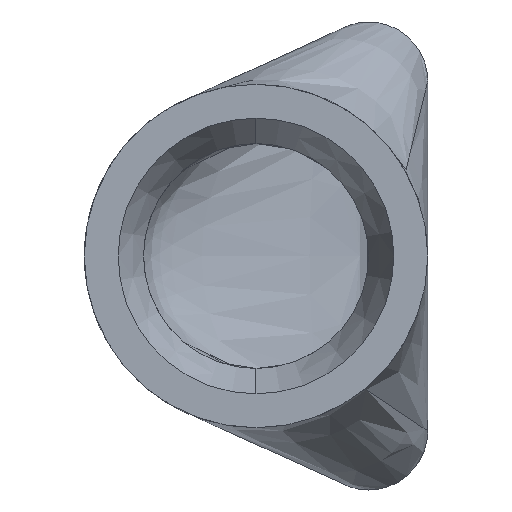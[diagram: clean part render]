
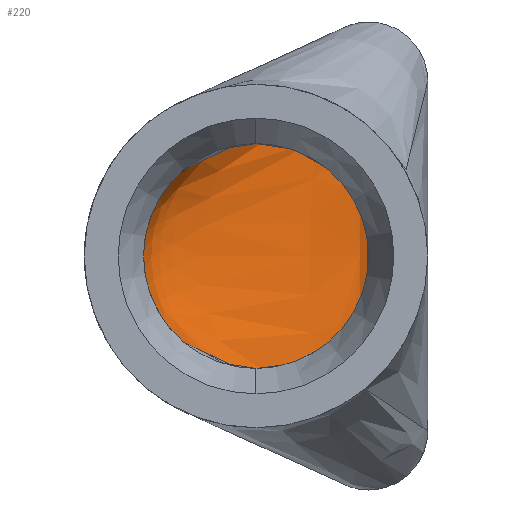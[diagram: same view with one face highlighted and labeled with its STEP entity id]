
A CAD part, left-side view. The second image highlights one B-rep face of the part: STEP entity #220.
In plain terms, the highlighted free-form (B-spline) face has degree [3, 3] with [11, 4] control points.
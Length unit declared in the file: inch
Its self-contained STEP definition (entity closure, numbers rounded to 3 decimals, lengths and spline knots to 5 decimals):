
#1 = CARTESIAN_POINT ( 'NONE',  ( 1.25, 0.62752, 0. ) ) ;
#7 = CARTESIAN_POINT ( 'NONE',  ( 1.25, 0.5371, -0.1896 ) ) ;
#33 = B_SPLINE_CURVE_WITH_KNOTS ( 'NONE', 3,
 ( #861, #959, #125, #747, #511, #925, #1137, #876, #575, #326, #294 ),
 .UNSPECIFIED., .F., .F.,
 ( 4, 1, 1, 1, 1, 1, 1, 1, 4 ),
 ( 0., 0.125, 0.25, 0.375, 0.5, 0.625, 0.75, 0.875, 1. ),
 .UNSPECIFIED. ) ;
#62 = CARTESIAN_POINT ( 'NONE',  ( 1.58358, 0.1325, 0.28875 ) ) ;
#71 = CARTESIAN_POINT ( 'NONE',  ( 1.58519, 0.1325, -0.385 ) ) ;
#78 = CARTESIAN_POINT ( 'NONE',  ( 1.69, 0.1325, -0.09625 ) ) ;
#83 = CARTESIAN_POINT ( 'NONE',  ( 1.58358, 0.1325, -0.28875 ) ) ;
#87 = CARTESIAN_POINT ( 'NONE',  ( 1.25, 0.5511, 0.17784 ) ) ;
#100 = CARTESIAN_POINT ( 'NONE',  ( 1.25, 0.57616, 0.15156 ) ) ;
#125 = CARTESIAN_POINT ( 'NONE',  ( 1.69, 0.1325, -0.28875 ) ) ;
#148 = CARTESIAN_POINT ( 'NONE',  ( 1.58023, 0.1325, 0.09625 ) ) ;
#159 = CARTESIAN_POINT ( 'NONE',  ( 1.35642, 0.57616, -0.15156 ) ) ;
#160 = CARTESIAN_POINT ( 'NONE',  ( 1.25, 0.5371, 0.1896 ) ) ;
#169 = CARTESIAN_POINT ( 'NONE',  ( 1.69, 0.1325, -0.385 ) ) ;
#176 = CARTESIAN_POINT ( 'NONE',  ( 1.35481, 0.53709, 0.1896 ) ) ;
#196 = CARTESIAN_POINT ( 'NONE',  ( 1.25, 0.5371, 0.1896 ) ) ;
#220 = ADVANCED_FACE ( 'NONE', ( #611 ), #614, .F. ) ;
#237 = VERTEX_POINT ( 'NONE', #735 ) ;
#241 = CARTESIAN_POINT ( 'NONE',  ( 1.25, 0.62752, 0. ) ) ;
#248 = CARTESIAN_POINT ( 'NONE',  ( 1.36032, 0.62752, 0. ) ) ;
#256 = EDGE_CURVE ( 'NONE', #384, #524, #358, .T. ) ;
#259 = CARTESIAN_POINT ( 'NONE',  ( 1.35977, 0.62145, 0.0545 ) ) ;
#269 = CARTESIAN_POINT ( 'NONE',  ( 1.35481, 0.53709, 0.1896 ) ) ;
#294 = CARTESIAN_POINT ( 'NONE',  ( 1.69, 0.1325, 0.385 ) ) ;
#326 = CARTESIAN_POINT ( 'NONE',  ( 1.69, 0.1325, 0.35292 ) ) ;
#329 = ORIENTED_EDGE ( 'NONE', *, *, #884, .F. ) ;
#336 = CARTESIAN_POINT ( 'NONE',  ( 1.58163, 0.1325, 0.1925 ) ) ;
#342 = CARTESIAN_POINT ( 'NONE',  ( 1.69, 0.1325, -0.35292 ) ) ;
#346 = CARTESIAN_POINT ( 'NONE',  ( 1.57968, 0.1325, 0. ) ) ;
#354 = CARTESIAN_POINT ( 'NONE',  ( 1.25, 0.5511, 0.17784 ) ) ;
#358 = B_SPLINE_CURVE_WITH_KNOTS ( 'NONE', 3,
 ( #1098, #87, #100, #476, #829, #1, #711, #629, #717, #989, #7 ),
 .UNSPECIFIED., .F., .F.,
 ( 4, 1, 1, 1, 1, 1, 1, 1, 4 ),
 ( 0., 0.125, 0.25, 0.375, 0.5, 0.625, 0.75, 0.875, 1. ),
 .UNSPECIFIED. ) ;
#384 = VERTEX_POINT ( 'NONE', #196 ) ;
#388 = CARTESIAN_POINT ( 'NONE',  ( 1.69, 0.1325, 0.385 ) ) ;
#424 = CARTESIAN_POINT ( 'NONE',  ( 1.25, 0.57616, 0.15156 ) ) ;
#443 = CARTESIAN_POINT ( 'NONE',  ( 1.25, 0.5371, -0.1896 ) ) ;
#454 = CARTESIAN_POINT ( 'NONE',  ( 1.25, 0.53709, 0.1896 ) ) ;
#476 = CARTESIAN_POINT ( 'NONE',  ( 1.25, 0.60406, 0.10536 ) ) ;
#480 = EDGE_LOOP ( 'NONE', ( #1121, #954, #974, #329 ) ) ;
#509 = CARTESIAN_POINT ( 'NONE',  ( 1.35837, 0.60406, 0.10536 ) ) ;
#511 = CARTESIAN_POINT ( 'NONE',  ( 1.69, 0.1325, -0.09625 ) ) ;
#516 = CARTESIAN_POINT ( 'NONE',  ( 1.35837, 0.60406, -0.10536 ) ) ;
#522 = CARTESIAN_POINT ( 'NONE',  ( 1.35642, 0.57616, 0.15156 ) ) ;
#524 = VERTEX_POINT ( 'NONE', #443 ) ;
#525 = CARTESIAN_POINT ( 'NONE',  ( 1.69, 0.1325, -0.28875 ) ) ;
#538 = CARTESIAN_POINT ( 'NONE',  ( 1.69, 0.1325, 0.28875 ) ) ;
#575 = CARTESIAN_POINT ( 'NONE',  ( 1.69, 0.1325, 0.28875 ) ) ;
#604 = B_SPLINE_CURVE_WITH_KNOTS ( 'NONE', 3,
 ( #160, #269, #706, #630 ),
 .UNSPECIFIED., .F., .F.,
 ( 4, 4 ),
 ( 0., 1. ),
 .UNSPECIFIED. ) ;
#611 = FACE_OUTER_BOUND ( 'NONE', #480, .T. ) ;
#614 = B_SPLINE_SURFACE_WITH_KNOTS ( 'NONE', 3, 3, ( 
 ( #694, #879, #786, #169 ),
 ( #796, #1151, #1144, #342 ),
 ( #976, #159, #83, #525 ),
 ( #874, #516, #803, #886 ),
 ( #953, #691, #1048, #78 ),
 ( #241, #248, #346, #704 ),
 ( #1064, #259, #148, #615 ),
 ( #699, #509, #336, #865 ),
 ( #424, #522, #62, #538 ),
 ( #354, #814, #908, #642 ),
 ( #454, #176, #1090, #921 ) ),
 .UNSPECIFIED., .F., .F., .F.,
 ( 4, 1, 1, 1, 1, 1, 1, 1, 4 ),
 ( 4, 4 ),
 ( 0., 0.125, 0.25, 0.375, 0.5, 0.625, 0.75, 0.875, 1. ),
 ( 0., 1. ),
 .UNSPECIFIED. ) ;
#615 = CARTESIAN_POINT ( 'NONE',  ( 1.69, 0.1325, 0.09625 ) ) ;
#629 = CARTESIAN_POINT ( 'NONE',  ( 1.25, 0.60406, -0.10536 ) ) ;
#630 = CARTESIAN_POINT ( 'NONE',  ( 1.69, 0.1325, 0.385 ) ) ;
#642 = CARTESIAN_POINT ( 'NONE',  ( 1.69, 0.1325, 0.35292 ) ) ;
#650 = EDGE_CURVE ( 'NONE', #524, #237, #1139, .T. ) ;
#691 = CARTESIAN_POINT ( 'NONE',  ( 1.35977, 0.62145, -0.0545 ) ) ;
#694 = CARTESIAN_POINT ( 'NONE',  ( 1.25, 0.53709, -0.1896 ) ) ;
#699 = CARTESIAN_POINT ( 'NONE',  ( 1.25, 0.60406, 0.10536 ) ) ;
#704 = CARTESIAN_POINT ( 'NONE',  ( 1.69, 0.1325, 0. ) ) ;
#706 = CARTESIAN_POINT ( 'NONE',  ( 1.58519, 0.1325, 0.385 ) ) ;
#709 = CARTESIAN_POINT ( 'NONE',  ( 1.35481, 0.53709, -0.1896 ) ) ;
#711 = CARTESIAN_POINT ( 'NONE',  ( 1.25, 0.62145, -0.0545 ) ) ;
#717 = CARTESIAN_POINT ( 'NONE',  ( 1.25, 0.57616, -0.15156 ) ) ;
#735 = CARTESIAN_POINT ( 'NONE',  ( 1.69, 0.1325, -0.385 ) ) ;
#747 = CARTESIAN_POINT ( 'NONE',  ( 1.69, 0.1325, -0.1925 ) ) ;
#773 = CARTESIAN_POINT ( 'NONE',  ( 1.25, 0.5371, -0.1896 ) ) ;
#786 = CARTESIAN_POINT ( 'NONE',  ( 1.58519, 0.1325, -0.385 ) ) ;
#793 = EDGE_CURVE ( 'NONE', #237, #1062, #33, .T. ) ;
#796 = CARTESIAN_POINT ( 'NONE',  ( 1.25, 0.5511, -0.17784 ) ) ;
#803 = CARTESIAN_POINT ( 'NONE',  ( 1.58163, 0.1325, -0.1925 ) ) ;
#814 = CARTESIAN_POINT ( 'NONE',  ( 1.35535, 0.5511, 0.17784 ) ) ;
#829 = CARTESIAN_POINT ( 'NONE',  ( 1.25, 0.62145, 0.0545 ) ) ;
#861 = CARTESIAN_POINT ( 'NONE',  ( 1.69, 0.1325, -0.385 ) ) ;
#865 = CARTESIAN_POINT ( 'NONE',  ( 1.69, 0.1325, 0.1925 ) ) ;
#874 = CARTESIAN_POINT ( 'NONE',  ( 1.25, 0.60406, -0.10536 ) ) ;
#876 = CARTESIAN_POINT ( 'NONE',  ( 1.69, 0.1325, 0.1925 ) ) ;
#879 = CARTESIAN_POINT ( 'NONE',  ( 1.35481, 0.53709, -0.1896 ) ) ;
#884 = EDGE_CURVE ( 'NONE', #384, #1062, #604, .T. ) ;
#886 = CARTESIAN_POINT ( 'NONE',  ( 1.69, 0.1325, -0.1925 ) ) ;
#908 = CARTESIAN_POINT ( 'NONE',  ( 1.58465, 0.1325, 0.35292 ) ) ;
#921 = CARTESIAN_POINT ( 'NONE',  ( 1.69, 0.1325, 0.385 ) ) ;
#925 = CARTESIAN_POINT ( 'NONE',  ( 1.69, 0.1325, 0. ) ) ;
#953 = CARTESIAN_POINT ( 'NONE',  ( 1.25, 0.62145, -0.0545 ) ) ;
#954 = ORIENTED_EDGE ( 'NONE', *, *, #650, .T. ) ;
#959 = CARTESIAN_POINT ( 'NONE',  ( 1.69, 0.1325, -0.35292 ) ) ;
#969 = CARTESIAN_POINT ( 'NONE',  ( 1.69, 0.1325, -0.385 ) ) ;
#974 = ORIENTED_EDGE ( 'NONE', *, *, #793, .T. ) ;
#976 = CARTESIAN_POINT ( 'NONE',  ( 1.25, 0.57616, -0.15156 ) ) ;
#989 = CARTESIAN_POINT ( 'NONE',  ( 1.25, 0.5511, -0.17784 ) ) ;
#1048 = CARTESIAN_POINT ( 'NONE',  ( 1.58023, 0.1325, -0.09625 ) ) ;
#1062 = VERTEX_POINT ( 'NONE', #388 ) ;
#1064 = CARTESIAN_POINT ( 'NONE',  ( 1.25, 0.62145, 0.0545 ) ) ;
#1090 = CARTESIAN_POINT ( 'NONE',  ( 1.58519, 0.1325, 0.385 ) ) ;
#1098 = CARTESIAN_POINT ( 'NONE',  ( 1.25, 0.5371, 0.1896 ) ) ;
#1121 = ORIENTED_EDGE ( 'NONE', *, *, #256, .T. ) ;
#1137 = CARTESIAN_POINT ( 'NONE',  ( 1.69, 0.1325, 0.09625 ) ) ;
#1139 = B_SPLINE_CURVE_WITH_KNOTS ( 'NONE', 3,
 ( #773, #709, #71, #969 ),
 .UNSPECIFIED., .F., .F.,
 ( 4, 4 ),
 ( 0., 1. ),
 .UNSPECIFIED. ) ;
#1144 = CARTESIAN_POINT ( 'NONE',  ( 1.58465, 0.1325, -0.35292 ) ) ;
#1151 = CARTESIAN_POINT ( 'NONE',  ( 1.35535, 0.5511, -0.17784 ) ) ;
